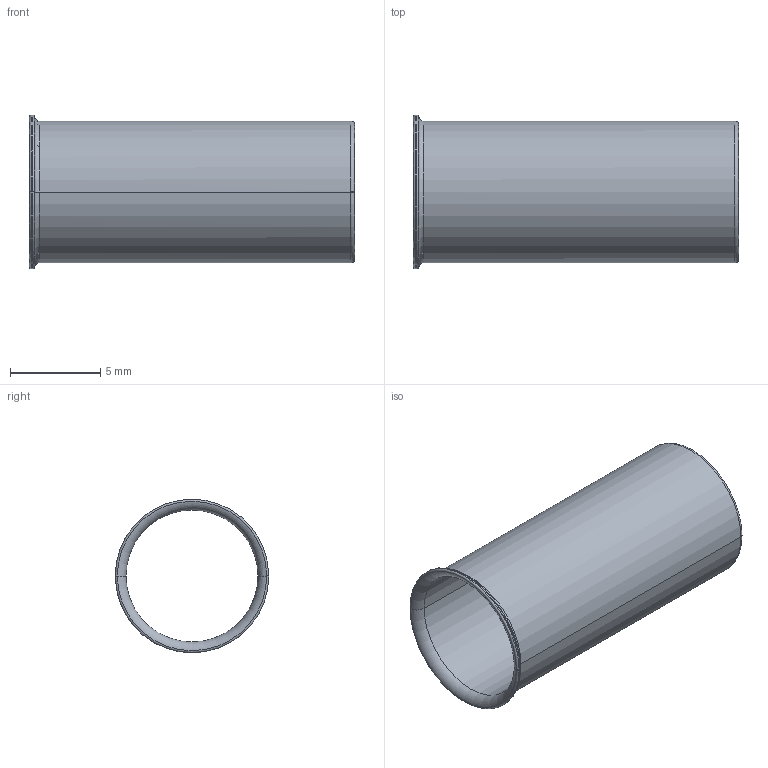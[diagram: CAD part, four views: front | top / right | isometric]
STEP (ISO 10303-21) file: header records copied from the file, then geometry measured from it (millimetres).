
FILE_DESCRIPTION(('STEP AP214'),'1');
FILE_NAME('0127_10_00.stp','2016-07-07T14:22:30',('TraceParts'),('TraceParts S.A.'),'Spatial InterOp 3D',' ',' ');
FILE_SCHEMA(('automotive_design'));
Length unit declared in the file: millimetre
Products named in the file (1): 0127-10-00
Bounding box: 17.99 x 8.5 x 8.5 mm (x, y, z)
Volume: 118.6 mm3; surface area: 874 mm2
Topology: 1 solids, 1 shells, 23 faces, 52 edges, 30 vertices
Faces by surface type: torus 16, cylinder 6, plane 1
Entity records: 679 total; most frequent: DIRECTION 146, CARTESIAN_POINT 106, ORIENTED_EDGE 104, AXIS2_PLACEMENT_3D 70, EDGE_CURVE 52, CIRCLE 46, VERTEX_POINT 30, EDGE_LOOP 24
